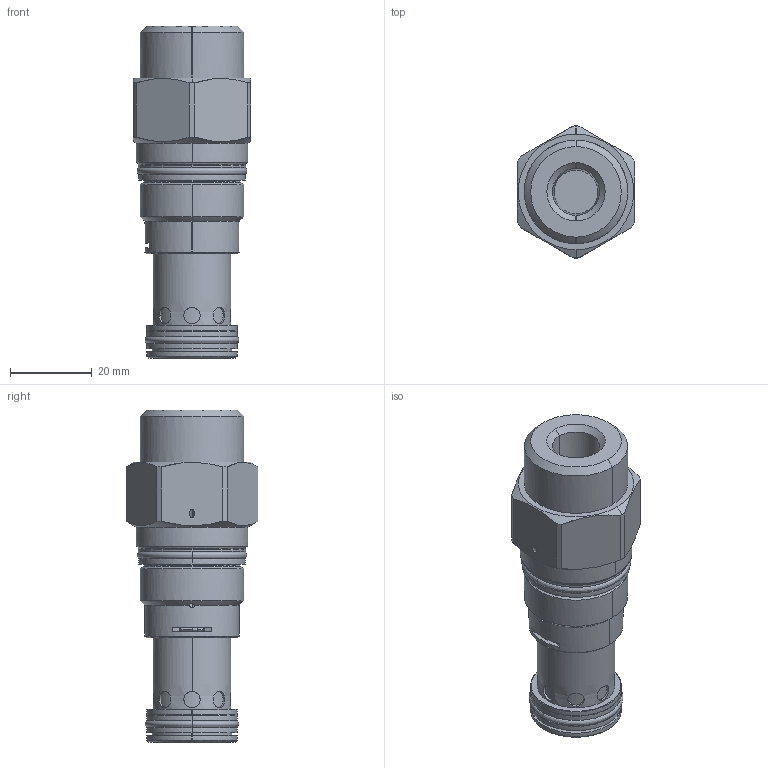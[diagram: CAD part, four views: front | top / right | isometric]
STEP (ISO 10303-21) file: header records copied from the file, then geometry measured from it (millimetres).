
FILE_DESCRIPTION((''),'2;1');
FILE_NAME('RPGDABN','2018-06-07T',('SVC_Sigmax'),(''),'PRO/ENGINEER BY PARAMETRIC TECHNOLOGY CORPORATION, 2016010','PRO/ENGINEER BY PARAMETRIC TECHNOLOGY CORPORATION, 2016010','');
FILE_SCHEMA(('CONFIG_CONTROL_DESIGN'));
Products named in the file (1): RPGDABN
Bounding box: 28.57 x 32.21 x 81.03 mm (x, y, z)
Surface area: 14822.8 mm2 (no closed solid volume)
Topology: 0 solids, 0 shells, 222 faces, 1050 edges, 1032 vertices
Faces by surface type: bspline 195, torus 27
Entity records: 40931 total; most frequent: CARTESIAN_POINT 31745, DIRECTION 1495, TRIMMED_CURVE 1174, DEFINITIONAL_REPRESENTATION 1016, PCURVE 1016, COMPOSITE_CURVE_SEGMENT 1016, VECTOR 907, LINE 907
